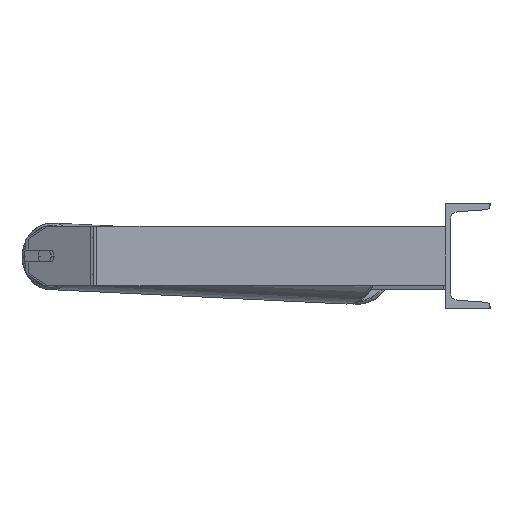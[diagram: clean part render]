
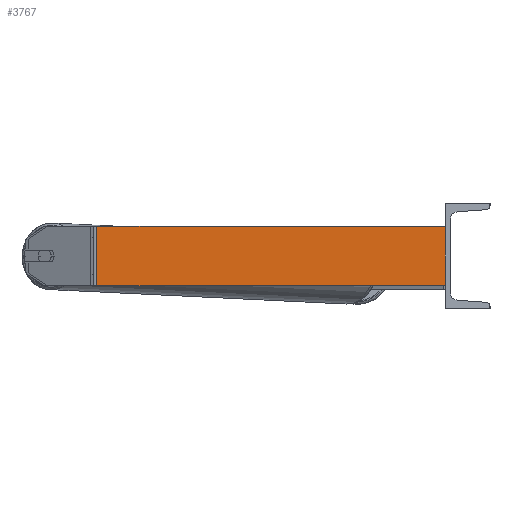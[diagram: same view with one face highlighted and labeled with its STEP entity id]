
A CAD part, left-side view. The second image highlights one B-rep face of the part: STEP entity #3767.
In plain terms, the highlighted planar face has unit normal (-1, 0, 0).
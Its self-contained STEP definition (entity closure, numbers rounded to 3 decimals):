
#56 = CARTESIAN_POINT ( 'NONE',  ( -1185., 464.694, 40. ) ) ;
#294 = VERTEX_POINT ( 'NONE', #3602 ) ;
#324 = VERTEX_POINT ( 'NONE', #1584 ) ;
#636 = CARTESIAN_POINT ( 'NONE',  ( -1185., 0., 40. ) ) ;
#674 = LINE ( 'NONE', #7375, #6247 ) ;
#1584 = CARTESIAN_POINT ( 'NONE',  ( -1185., 464.694, -40. ) ) ;
#1773 = EDGE_CURVE ( 'NONE', #5112, #294, #674, .T. ) ;
#2609 = EDGE_CURVE ( 'NONE', #7765, #5112, #2846, .T. ) ;
#2642 = DIRECTION ( 'NONE',  ( 0., 0., -1. ) ) ;
#2670 = PLANE ( 'NONE',  #3648 ) ;
#2846 = LINE ( 'NONE', #8044, #7592 ) ;
#2887 = ORIENTED_EDGE ( 'NONE', *, *, #2609, .F. ) ;
#3291 = LINE ( 'NONE', #5340, #3501 ) ;
#3439 = LINE ( 'NONE', #6211, #6745 ) ;
#3501 = VECTOR ( 'NONE', #5255, 1000. ) ;
#3534 = DIRECTION ( 'NONE',  ( 0., -1., 0. ) ) ;
#3567 = EDGE_CURVE ( 'NONE', #324, #294, #3291, .T. ) ;
#3602 = CARTESIAN_POINT ( 'NONE',  ( -1185., 0., -40. ) ) ;
#3648 = AXIS2_PLACEMENT_3D ( 'NONE', #4750, #5421, #7536 ) ;
#3767 = ADVANCED_FACE ( 'NONE', ( #8898 ), #2670, .F. ) ;
#4612 = EDGE_CURVE ( 'NONE', #7765, #324, #3439, .T. ) ;
#4750 = CARTESIAN_POINT ( 'NONE',  ( -1185., 468.981, 40. ) ) ;
#4810 = EDGE_LOOP ( 'NONE', ( #4984, #7149, #2887, #7478 ) ) ;
#4984 = ORIENTED_EDGE ( 'NONE', *, *, #3567, .T. ) ;
#5112 = VERTEX_POINT ( 'NONE', #636 ) ;
#5255 = DIRECTION ( 'NONE',  ( 0., -1., 0. ) ) ;
#5340 = CARTESIAN_POINT ( 'NONE',  ( -1185., 468.981, -40. ) ) ;
#5421 = DIRECTION ( 'NONE',  ( 1., 0., 0. ) ) ;
#6211 = CARTESIAN_POINT ( 'NONE',  ( -1185., 464.694, 40. ) ) ;
#6247 = VECTOR ( 'NONE', #2642, 1000. ) ;
#6745 = VECTOR ( 'NONE', #8996, 1000. ) ;
#7149 = ORIENTED_EDGE ( 'NONE', *, *, #1773, .F. ) ;
#7375 = CARTESIAN_POINT ( 'NONE',  ( -1185., 0., 40. ) ) ;
#7478 = ORIENTED_EDGE ( 'NONE', *, *, #4612, .T. ) ;
#7536 = DIRECTION ( 'NONE',  ( 0., 1., 0. ) ) ;
#7592 = VECTOR ( 'NONE', #3534, 1000. ) ;
#7765 = VERTEX_POINT ( 'NONE', #56 ) ;
#8044 = CARTESIAN_POINT ( 'NONE',  ( -1185., 468.981, 40. ) ) ;
#8898 = FACE_OUTER_BOUND ( 'NONE', #4810, .T. ) ;
#8996 = DIRECTION ( 'NONE',  ( 0., 0., -1. ) ) ;
